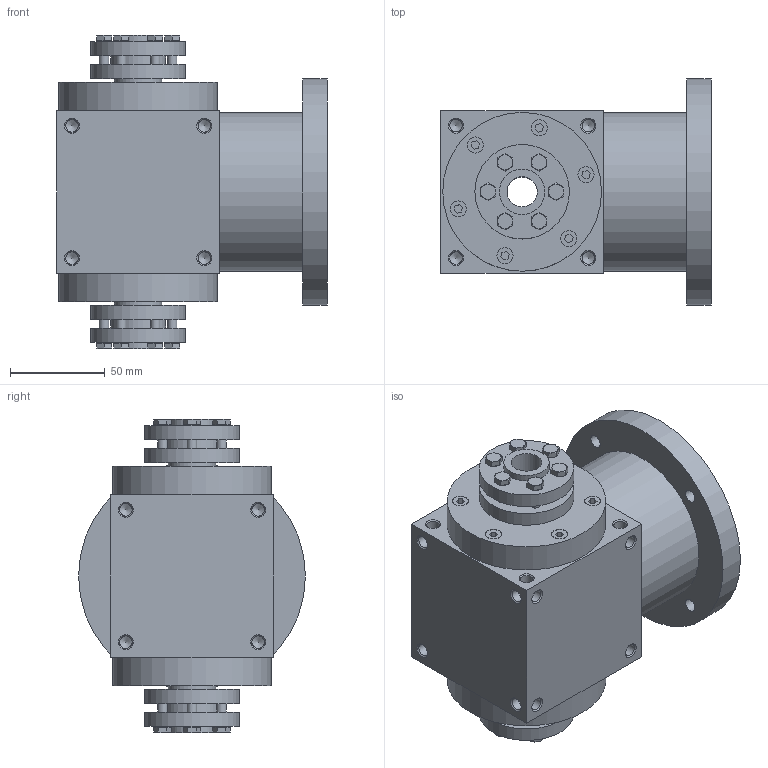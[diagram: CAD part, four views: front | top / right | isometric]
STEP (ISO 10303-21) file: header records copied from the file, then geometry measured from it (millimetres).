
FILE_DESCRIPTION( ( 'STEP AP214' ), '1' );
FILE_NAME( 'MRA86_MC1_R.1_1_80_B14.stp', '2018-08-16T07:02:58', ( '' ), ( '' ), ' ', 'PARTsolutions', ' ' );
FILE_SCHEMA( ( 'AUTOMOTIVE_DESIGN { 1 0 10303 214 1 1 1 1 }' ) );
Length unit declared in the file: millimetre
Products named in the file (4): MRA86_MC1_R.1/1_80/B14; _MRA8610-case; _MRX86_6-flange; _RA86-shrink_disk
Assembly tree (4 placements, depth 2):
  MRA86_MC1_R.1/1_80/B14
    _MRA8610-case
    _MRX86_6-flange
    _RA86-shrink_disk  x2
Bounding box: 143 x 120 x 166 mm (x, y, z)
Volume: 1172031.5 mm3; surface area: 139191.5 mm2
Topology: 4 solids, 4 shells, 453 faces, 1136 edges, 723 vertices
Faces by surface type: plane 223, cone 120, cylinder 110
Full cylindrical faces by diameter (mm): 5 x12, 6.647 x48, 6.88 x12, 7 x4, 8.5 x12, 16 x2, 18 x1, 24 x4, 25 x2, 29 x2, 30 x1, 50 x4, 80 x1, 84 x3, 120 x1
Entity records: 12402 total; most frequent: CARTESIAN_POINT 1862, DIRECTION 1610, ORIENTED_EDGE 1356, EDGE_CURVE 678, AXIS2_PLACEMENT_3D 650, EDGE_LOOP 564, VERTEX_POINT 518, FACE_OUTER_BOUND 442
